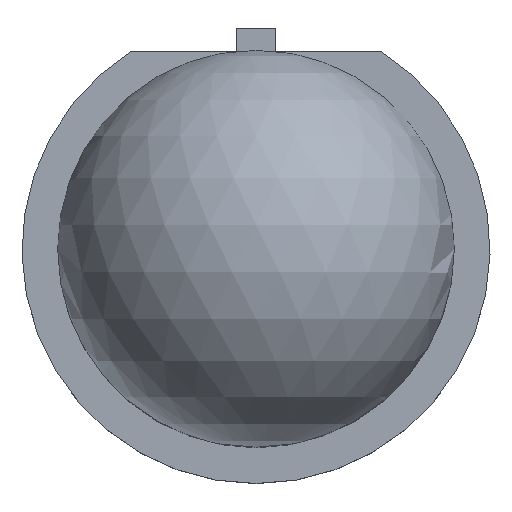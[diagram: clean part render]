
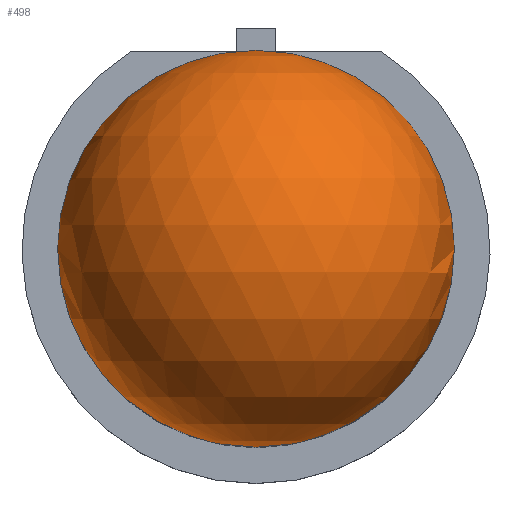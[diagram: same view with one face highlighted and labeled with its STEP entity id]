
A CAD part, top view. The second image highlights one B-rep face of the part: STEP entity #498.
In plain terms, the highlighted spherical face has radius 2.5 mm.
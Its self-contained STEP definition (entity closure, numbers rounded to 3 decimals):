
#352 = CYLINDRICAL_SURFACE('',#353,2.5);
#353 = AXIS2_PLACEMENT_3D('',#354,#355,#356);
#354 = CARTESIAN_POINT('',(0.,0.,0.));
#355 = DIRECTION('',(0.,0.,-1.));
#356 = DIRECTION('',(1.,0.,0.));
#400 = VERTEX_POINT('',#401);
#401 = CARTESIAN_POINT('',(2.5,0.,6.1));
#422 = EDGE_CURVE('',#400,#423,#425,.T.);
#423 = VERTEX_POINT('',#424);
#424 = CARTESIAN_POINT('',(0.,2.5,6.1));
#425 = SURFACE_CURVE('',#426,(#431,#438),.PCURVE_S1.);
#426 = CIRCLE('',#427,2.5);
#427 = AXIS2_PLACEMENT_3D('',#428,#429,#430);
#428 = CARTESIAN_POINT('',(0.,0.,6.1));
#429 = DIRECTION('',(0.,0.,1.));
#430 = DIRECTION('',(1.,0.,0.));
#431 = PCURVE('',#352,#432);
#432 = DEFINITIONAL_REPRESENTATION('',(#433),#437);
#433 = LINE('',#434,#435);
#434 = CARTESIAN_POINT('',(6.283,-6.1));
#435 = VECTOR('',#436,1.);
#436 = DIRECTION('',(-1.,0.));
#437 = ( GEOMETRIC_REPRESENTATION_CONTEXT(2) 
PARAMETRIC_REPRESENTATION_CONTEXT() REPRESENTATION_CONTEXT('2D SPACE',''
  ) );
#438 = PCURVE('',#439,#444);
#439 = SPHERICAL_SURFACE('',#440,2.5);
#440 = AXIS2_PLACEMENT_3D('',#441,#442,#443);
#441 = CARTESIAN_POINT('',(0.,0.,6.1));
#442 = DIRECTION('',(0.,1.,0.));
#443 = DIRECTION('',(1.,0.,0.));
#444 = DEFINITIONAL_REPRESENTATION('',(#445),#449);
#445 = LINE('',#446,#447);
#446 = CARTESIAN_POINT('',(0.,-6.283));
#447 = VECTOR('',#448,1.);
#448 = DIRECTION('',(0.,1.));
#449 = ( GEOMETRIC_REPRESENTATION_CONTEXT(2) 
PARAMETRIC_REPRESENTATION_CONTEXT() REPRESENTATION_CONTEXT('2D SPACE',''
  ) );
#451 = EDGE_CURVE('',#452,#423,#454,.T.);
#452 = VERTEX_POINT('',#453);
#453 = CARTESIAN_POINT('',(0.,-2.5,6.1));
#454 = SURFACE_CURVE('',#455,(#460,#467),.PCURVE_S1.);
#455 = CIRCLE('',#456,2.5);
#456 = AXIS2_PLACEMENT_3D('',#457,#458,#459);
#457 = CARTESIAN_POINT('',(0.,0.,6.1));
#458 = DIRECTION('',(0.,0.,-1.));
#459 = DIRECTION('',(-1.,0.,0.));
#460 = PCURVE('',#352,#461);
#461 = DEFINITIONAL_REPRESENTATION('',(#462),#466);
#462 = LINE('',#463,#464);
#463 = CARTESIAN_POINT('',(-9.425,-6.1));
#464 = VECTOR('',#465,1.);
#465 = DIRECTION('',(1.,0.));
#466 = ( GEOMETRIC_REPRESENTATION_CONTEXT(2) 
PARAMETRIC_REPRESENTATION_CONTEXT() REPRESENTATION_CONTEXT('2D SPACE',''
  ) );
#467 = PCURVE('',#439,#468);
#468 = DEFINITIONAL_REPRESENTATION('',(#469),#473);
#469 = LINE('',#470,#471);
#470 = CARTESIAN_POINT('',(-3.142,-6.283));
#471 = VECTOR('',#472,1.);
#472 = DIRECTION('',(0.,1.));
#473 = ( GEOMETRIC_REPRESENTATION_CONTEXT(2) 
PARAMETRIC_REPRESENTATION_CONTEXT() REPRESENTATION_CONTEXT('2D SPACE',''
  ) );
#475 = EDGE_CURVE('',#452,#400,#476,.T.);
#476 = SURFACE_CURVE('',#477,(#482,#489),.PCURVE_S1.);
#477 = CIRCLE('',#478,2.5);
#478 = AXIS2_PLACEMENT_3D('',#479,#480,#481);
#479 = CARTESIAN_POINT('',(0.,0.,6.1));
#480 = DIRECTION('',(0.,0.,1.));
#481 = DIRECTION('',(1.,0.,0.));
#482 = PCURVE('',#352,#483);
#483 = DEFINITIONAL_REPRESENTATION('',(#484),#488);
#484 = LINE('',#485,#486);
#485 = CARTESIAN_POINT('',(0.,-6.1));
#486 = VECTOR('',#487,1.);
#487 = DIRECTION('',(-1.,0.));
#488 = ( GEOMETRIC_REPRESENTATION_CONTEXT(2) 
PARAMETRIC_REPRESENTATION_CONTEXT() REPRESENTATION_CONTEXT('2D SPACE',''
  ) );
#489 = PCURVE('',#439,#490);
#490 = DEFINITIONAL_REPRESENTATION('',(#491),#495);
#491 = LINE('',#492,#493);
#492 = CARTESIAN_POINT('',(0.,-6.283));
#493 = VECTOR('',#494,1.);
#494 = DIRECTION('',(0.,1.));
#495 = ( GEOMETRIC_REPRESENTATION_CONTEXT(2) 
PARAMETRIC_REPRESENTATION_CONTEXT() REPRESENTATION_CONTEXT('2D SPACE',''
  ) );
#498 = ADVANCED_FACE('',(#499),#439,.T.);
#499 = FACE_BOUND('',#500,.F.);
#500 = EDGE_LOOP('',(#501,#502,#503));
#501 = ORIENTED_EDGE('',*,*,#475,.F.);
#502 = ORIENTED_EDGE('',*,*,#451,.T.);
#503 = ORIENTED_EDGE('',*,*,#422,.F.);
